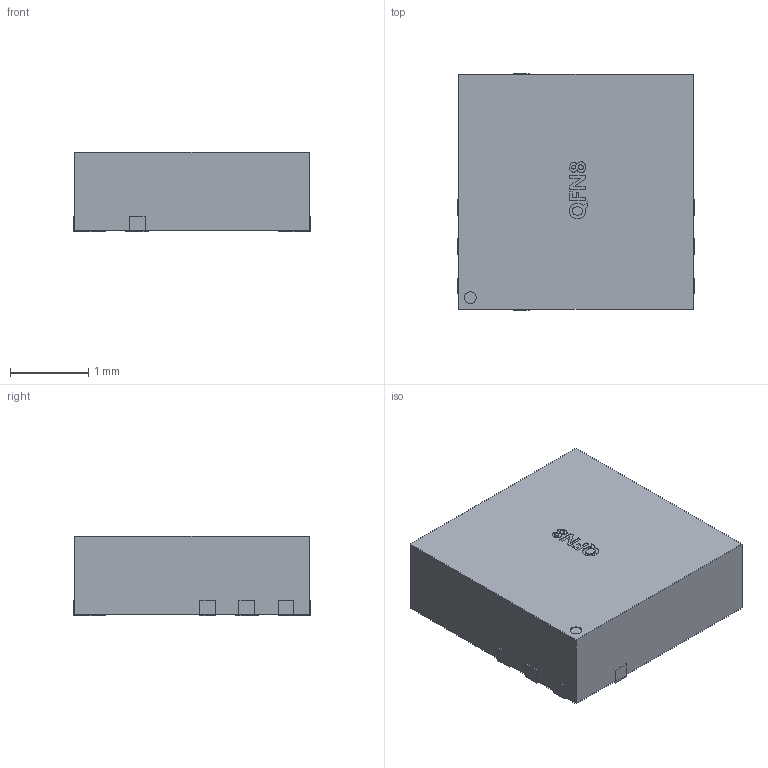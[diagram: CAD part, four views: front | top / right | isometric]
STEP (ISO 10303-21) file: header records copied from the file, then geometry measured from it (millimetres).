
FILE_DESCRIPTION(/* description */ (''),/* implementation_level */ '2;1');
FILE_NAME(/* name */ 'nfc.step',/* time_stamp */ '2021-12-24T20:28:06+08:00',/* author */ (''),/* organization */ (''),/* preprocessor_version */ 'ST-DEVELOPER v18.1',/* originating_system */ 'Autodesk Translation Framework v10.10.0.1391',/* authorisation */ '');
FILE_SCHEMA (('AUTOMOTIVE_DESIGN { 1 0 10303 214 3 1 1 }'));
Length unit declared in the file: millimetre
Products named in the file (2): f00a25d72c6e4ed9aa2dcc502c4c7f79; COMPOUND (1)
Assembly tree (1 placements, depth 2):
  f00a25d72c6e4ed9aa2dcc502c4c7f79
    COMPOUND (1)
Bounding box: 3.02 x 3.02 x 1.02 mm (x, y, z)
Volume: 9.2 mm3; surface area: 33.7 mm2
Topology: 10 solids, 10 shells, 182 faces, 441 edges, 294 vertices
Faces by surface type: plane 137, bspline 44, cylinder 1
Full cylindrical faces by diameter (mm): 0.15 x1
Entity records: 7557 total; most frequent: CARTESIAN_POINT 3520, ORIENTED_EDGE 882, DIRECTION 637, EDGE_CURVE 441, LINE 351, VECTOR 351, VERTEX_POINT 294, EDGE_LOOP 197
